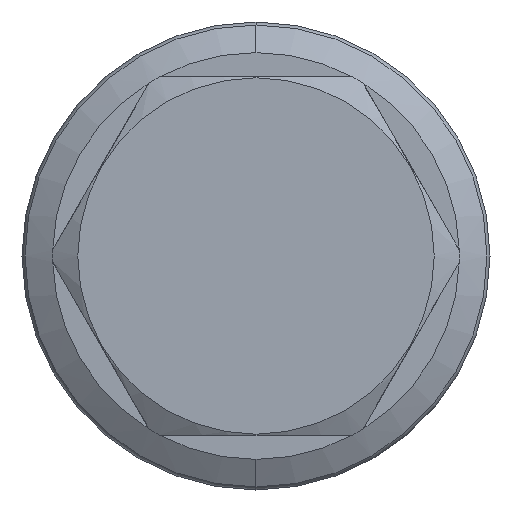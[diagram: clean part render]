
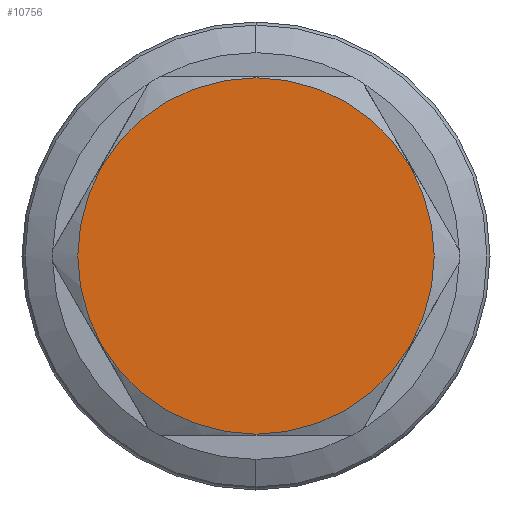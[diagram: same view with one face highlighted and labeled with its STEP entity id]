
A CAD part, left-side view. The second image highlights one B-rep face of the part: STEP entity #10756.
In plain terms, the highlighted planar face has unit normal (-1, 0, 0).
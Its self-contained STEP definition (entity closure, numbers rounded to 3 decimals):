
#968 = VERTEX_POINT ( 'NONE', #12125 ) ;
#1306 = VERTEX_POINT ( 'NONE', #12542 ) ;
#2895 = CARTESIAN_POINT ( 'NONE',  ( -100.432, 35.68, 20.6 ) ) ;
#2897 = PLANE ( 'NONE',  #7351 ) ;
#2900 = DIRECTION ( 'NONE',  ( 1., 0., 0. ) ) ;
#2901 = DIRECTION ( 'NONE',  ( 0., 0., -1. ) ) ;
#4776 = CARTESIAN_POINT ( 'NONE',  ( -100.432, 0., 0. ) ) ;
#4777 = DIRECTION ( 'NONE',  ( -1., 0., 0. ) ) ;
#4778 = DIRECTION ( 'NONE',  ( 0., 0., 1. ) ) ;
#6315 = AXIS2_PLACEMENT_3D ( 'NONE', #4776, #4777, #4778 ) ;
#7351 = AXIS2_PLACEMENT_3D ( 'NONE', #2895, #2900, #2901 ) ;
#8774 = DIRECTION ( 'NONE',  ( 0., 0., 1. ) ) ;
#8775 = DIRECTION ( 'NONE',  ( -1., 0., 0. ) ) ;
#8776 = CARTESIAN_POINT ( 'NONE',  ( -100.432, 0., 0. ) ) ;
#9408 = EDGE_CURVE ( 'NONE', #968, #1306, #14165, .T. ) ;
#9695 = AXIS2_PLACEMENT_3D ( 'NONE', #8776, #8775, #8774 ) ;
#10756 = ADVANCED_FACE ( 'NONE', ( #13529 ), #2897, .F. ) ;
#11199 = EDGE_CURVE ( 'NONE', #1306, #968, #13690, .T. ) ;
#12125 = CARTESIAN_POINT ( 'NONE',  ( -100.432, 0., -20.5 ) ) ;
#12542 = CARTESIAN_POINT ( 'NONE',  ( -100.432, 0., 20.5 ) ) ;
#13529 = FACE_OUTER_BOUND ( 'NONE', #14386, .T. ) ;
#13690 = CIRCLE ( 'NONE', #6315, 20.5 ) ;
#14055 = ORIENTED_EDGE ( 'NONE', *, *, #9408, .T. ) ;
#14056 = ORIENTED_EDGE ( 'NONE', *, *, #11199, .T. ) ;
#14165 = CIRCLE ( 'NONE', #9695, 20.5 ) ;
#14386 = EDGE_LOOP ( 'NONE', ( #14055, #14056 ) ) ;
